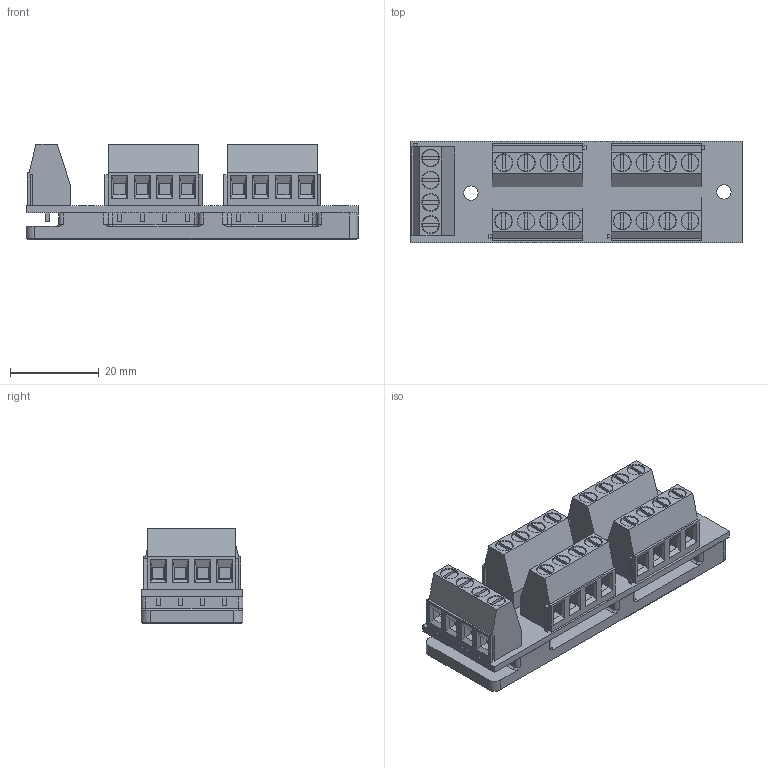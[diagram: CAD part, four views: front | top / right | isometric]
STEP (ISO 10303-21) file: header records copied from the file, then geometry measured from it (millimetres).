
FILE_DESCRIPTION(/* description */ (''),/* implementation_level */ '2;1');
FILE_NAME(/* name */ 'can_expansion_hub_2020_mount.step',/* time_stamp */ '2023-04-22T21:41:44+12:00',/* author */ (''),/* organization */ (''),/* preprocessor_version */ 'ST-DEVELOPER v19.2',/* originating_system */ 'Autodesk Translation Framework v12.4.0.73',/* authorisation */ '');
FILE_SCHEMA (('AUTOMOTIVE_DESIGN { 1 0 10303 214 3 1 1 }'));
Length unit declared in the file: millimetre
Products named in the file (7): can_expansion_hub_2020_mount; can_expansion_hub; TerminalBlock_Phoenix_MKDS-1,5-4-5.08_1x04_P5.08mm_Horizontal; SOLID; TerminalBlock_Phoenix_MKDS-1,5-4_1x04_P5.00mm_Horizontal; SOLID (1); PCB
Assembly tree (9 placements, depth 4):
  can_expansion_hub_2020_mount
    can_expansion_hub
      TerminalBlock_Phoenix_MKDS-1,5-4-5.08_1x04_P5.08mm_Horizontal  x4
        SOLID
      TerminalBlock_Phoenix_MKDS-1,5-4_1x04_P5.00mm_Horizontal
        SOLID (1)
      PCB
Bounding box: 74.68 x 22.86 x 21.43 mm (x, y, z)
Volume: 20229.4 mm3; surface area: 20915.1 mm2
Topology: 7 solids, 7 shells, 934 faces, 2351 edges, 1473 vertices
Faces by surface type: plane 801, cylinder 103, cone 14, torus 9, bspline 7
Full cylindrical faces by diameter (mm): 1.52 x20, 3.2 x2, 3.4 x4, 3.8 x20, 4 x20, 4.7 x2, 6.2 x2
Entity records: 14088 total; most frequent: CARTESIAN_POINT 2415, DIRECTION 2361, ORIENTED_EDGE 2272, EDGE_CURVE 1136, LINE 813, VECTOR 813, AXIS2_PLACEMENT_3D 774, VERTEX_POINT 711
